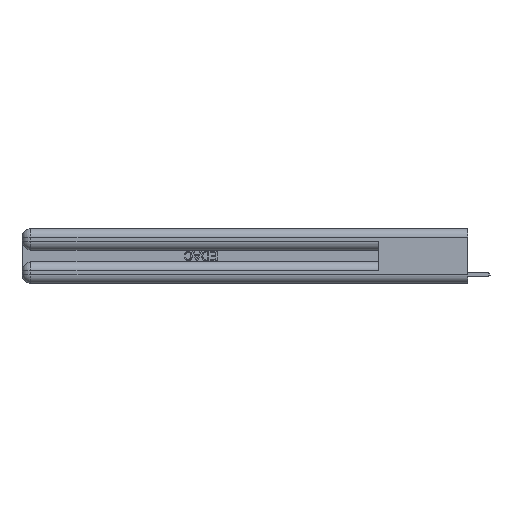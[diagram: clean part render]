
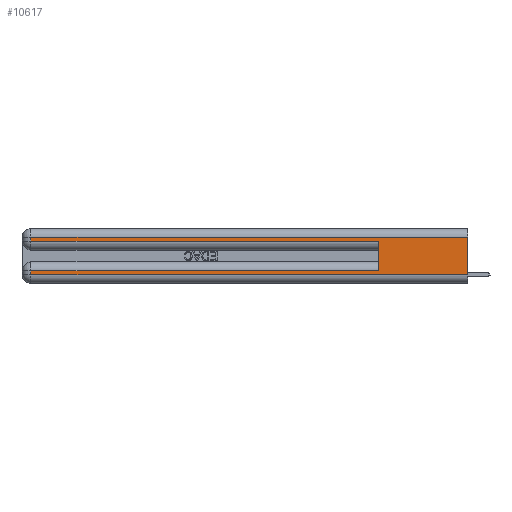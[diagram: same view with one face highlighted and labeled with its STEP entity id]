
A CAD part, left-side view. The second image highlights one B-rep face of the part: STEP entity #10617.
In plain terms, the highlighted planar face has unit normal (-1, 0, 0).
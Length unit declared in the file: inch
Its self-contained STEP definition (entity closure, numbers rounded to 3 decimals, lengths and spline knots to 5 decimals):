
#751 = VECTOR ( 'NONE', #27770, 39.37008 ) ;
#845 = LINE ( 'NONE', #16405, #17224 ) ;
#937 = VERTEX_POINT ( 'NONE', #18564 ) ;
#973 = LINE ( 'NONE', #18546, #5893 ) ;
#1393 = CARTESIAN_POINT ( 'NONE',  ( 0., 2.94, 0.37 ) ) ;
#1582 = EDGE_LOOP ( 'NONE', ( #9184, #9161, #18810, #25460, #8581, #12995, #1755, #24240 ) ) ;
#1755 = ORIENTED_EDGE ( 'NONE', *, *, #20135, .T. ) ;
#2525 = CARTESIAN_POINT ( 'NONE',  ( 0., 2.94, 0.085 ) ) ;
#2732 = EDGE_CURVE ( 'NONE', #937, #8108, #845, .T. ) ;
#3894 = CARTESIAN_POINT ( 'NONE',  ( 0., 2.94, 0.31 ) ) ;
#4808 = DIRECTION ( 'NONE',  ( 0., 0., -1. ) ) ;
#5893 = VECTOR ( 'NONE', #20851, 39.37008 ) ;
#6076 = CARTESIAN_POINT ( 'NONE',  ( 0., 0., 0.37 ) ) ;
#7004 = DIRECTION ( 'NONE',  ( 0., -1., 0. ) ) ;
#7197 = CARTESIAN_POINT ( 'NONE',  ( 0., 0., 0.37 ) ) ;
#7717 = VECTOR ( 'NONE', #10684, 39.37008 ) ;
#8108 = VERTEX_POINT ( 'NONE', #26561 ) ;
#8415 = VERTEX_POINT ( 'NONE', #19028 ) ;
#8581 = ORIENTED_EDGE ( 'NONE', *, *, #2732, .F. ) ;
#9161 = ORIENTED_EDGE ( 'NONE', *, *, #23720, .T. ) ;
#9184 = ORIENTED_EDGE ( 'NONE', *, *, #10259, .F. ) ;
#9446 = EDGE_CURVE ( 'NONE', #937, #12611, #973, .T. ) ;
#9801 = PLANE ( 'NONE',  #14796 ) ;
#10259 = EDGE_CURVE ( 'NONE', #8415, #26728, #18151, .T. ) ;
#10617 = ADVANCED_FACE ( 'NONE', ( #29531 ), #9801, .F. ) ;
#10638 = VECTOR ( 'NONE', #7004, 39.37008 ) ;
#10684 = DIRECTION ( 'NONE',  ( 0., 0., -1. ) ) ;
#11154 = LINE ( 'NONE', #1393, #7717 ) ;
#11558 = DIRECTION ( 'NONE',  ( 0., 1., 0. ) ) ;
#11780 = CARTESIAN_POINT ( 'NONE',  ( 0., 2.94, 0.06 ) ) ;
#12611 = VERTEX_POINT ( 'NONE', #2525 ) ;
#12995 = ORIENTED_EDGE ( 'NONE', *, *, #9446, .T. ) ;
#13789 = DIRECTION ( 'NONE',  ( 0., 0., 1. ) ) ;
#14118 = VERTEX_POINT ( 'NONE', #11780 ) ;
#14295 = VECTOR ( 'NONE', #4808, 39.37008 ) ;
#14338 = CARTESIAN_POINT ( 'NONE',  ( 0., 0., 0.285 ) ) ;
#14796 = AXIS2_PLACEMENT_3D ( 'NONE', #7197, #27098, #15031 ) ;
#15031 = DIRECTION ( 'NONE',  ( 0., 0., -1. ) ) ;
#16405 = CARTESIAN_POINT ( 'NONE',  ( 0., 0.6, 0.145 ) ) ;
#16586 = EDGE_CURVE ( 'NONE', #14118, #26728, #24434, .T. ) ;
#17224 = VECTOR ( 'NONE', #13789, 39.37008 ) ;
#18151 = LINE ( 'NONE', #6076, #751 ) ;
#18546 = CARTESIAN_POINT ( 'NONE',  ( 0., 0., 0.085 ) ) ;
#18564 = CARTESIAN_POINT ( 'NONE',  ( 0., 0.6, 0.085 ) ) ;
#18810 = ORIENTED_EDGE ( 'NONE', *, *, #31714, .T. ) ;
#19028 = CARTESIAN_POINT ( 'NONE',  ( 0., 0., 0.31 ) ) ;
#19437 = VECTOR ( 'NONE', #11558, 39.37008 ) ;
#19687 = VERTEX_POINT ( 'NONE', #3894 ) ;
#19860 = CARTESIAN_POINT ( 'NONE',  ( 0., 2.94, 0.285 ) ) ;
#20135 = EDGE_CURVE ( 'NONE', #12611, #14118, #27320, .T. ) ;
#20851 = DIRECTION ( 'NONE',  ( 0., 1., 0. ) ) ;
#21988 = DIRECTION ( 'NONE',  ( 0., -1., 0. ) ) ;
#23720 = EDGE_CURVE ( 'NONE', #8415, #19687, #28499, .T. ) ;
#24240 = ORIENTED_EDGE ( 'NONE', *, *, #16586, .T. ) ;
#24434 = LINE ( 'NONE', #29316, #27533 ) ;
#25460 = ORIENTED_EDGE ( 'NONE', *, *, #26668, .T. ) ;
#26069 = CARTESIAN_POINT ( 'NONE',  ( 0., 0., 0.31 ) ) ;
#26561 = CARTESIAN_POINT ( 'NONE',  ( 0., 0.6, 0.285 ) ) ;
#26668 = EDGE_CURVE ( 'NONE', #29785, #8108, #29666, .T. ) ;
#26728 = VERTEX_POINT ( 'NONE', #32091 ) ;
#27098 = DIRECTION ( 'NONE',  ( 1., 0., 0. ) ) ;
#27320 = LINE ( 'NONE', #27798, #14295 ) ;
#27533 = VECTOR ( 'NONE', #21988, 39.37008 ) ;
#27770 = DIRECTION ( 'NONE',  ( 0., 0., -1. ) ) ;
#27798 = CARTESIAN_POINT ( 'NONE',  ( 0., 2.94, 0.37 ) ) ;
#28499 = LINE ( 'NONE', #26069, #19437 ) ;
#29316 = CARTESIAN_POINT ( 'NONE',  ( 0., 0., 0.06 ) ) ;
#29531 = FACE_OUTER_BOUND ( 'NONE', #1582, .T. ) ;
#29666 = LINE ( 'NONE', #14338, #10638 ) ;
#29785 = VERTEX_POINT ( 'NONE', #19860 ) ;
#31714 = EDGE_CURVE ( 'NONE', #19687, #29785, #11154, .T. ) ;
#32091 = CARTESIAN_POINT ( 'NONE',  ( 0., 0., 0.06 ) ) ;
